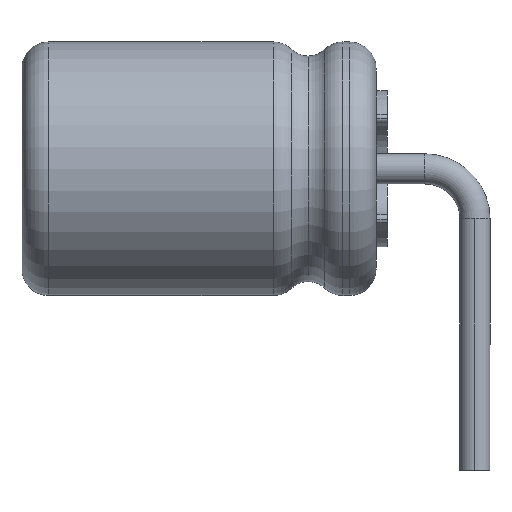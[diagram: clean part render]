
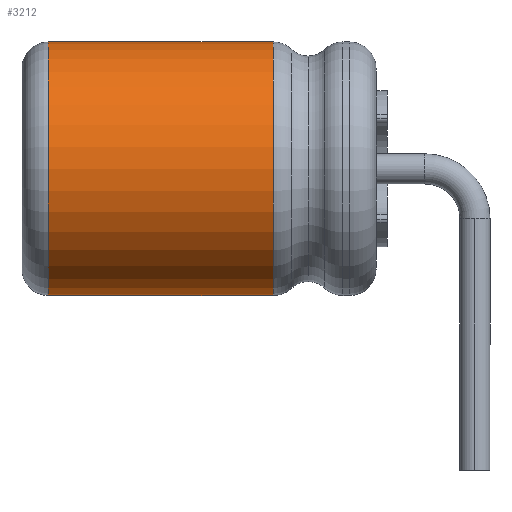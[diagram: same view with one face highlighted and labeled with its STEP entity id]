
A CAD part, left-side view. The second image highlights one B-rep face of the part: STEP entity #3212.
In plain terms, the highlighted cylindrical face has radius 2.525 mm (diameter 5.051 mm), a partial arc.
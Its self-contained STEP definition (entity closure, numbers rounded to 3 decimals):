
#120 = DIRECTION ( 'NONE',  ( 0., 1., 0. ) ) ;
#129 = CARTESIAN_POINT ( 'NONE',  ( 0., 2.52, 0. ) ) ;
#240 = CIRCLE ( 'NONE', #1936, 2.525 ) ;
#374 = CARTESIAN_POINT ( 'NONE',  ( 0., 2.52, 2.525 ) ) ;
#475 = DIRECTION ( 'NONE',  ( 1., 0., 0. ) ) ;
#657 = ORIENTED_EDGE ( 'NONE', *, *, #1503, .T. ) ;
#717 = CARTESIAN_POINT ( 'NONE',  ( 0., 12.922, 2.525 ) ) ;
#855 = CARTESIAN_POINT ( 'NONE',  ( 0., 7., -2.525 ) ) ;
#856 = DIRECTION ( 'NONE',  ( 0., -1., 0. ) ) ;
#947 = LINE ( 'NONE', #3582, #1196 ) ;
#1043 = EDGE_CURVE ( 'NONE', #4109, #3678, #1193, .T. ) ;
#1129 = DIRECTION ( 'NONE',  ( 1., 0., 0. ) ) ;
#1193 = LINE ( 'NONE', #717, #4839 ) ;
#1196 = VECTOR ( 'NONE', #3290, 1000. ) ;
#1236 = DIRECTION ( 'NONE',  ( 1., 0., 0. ) ) ;
#1338 = EDGE_LOOP ( 'NONE', ( #657, #2278, #1702, #2169 ) ) ;
#1503 = EDGE_CURVE ( 'NONE', #4109, #2478, #240, .T. ) ;
#1702 = ORIENTED_EDGE ( 'NONE', *, *, #4649, .F. ) ;
#1936 = AXIS2_PLACEMENT_3D ( 'NONE', #2601, #2992, #1129 ) ;
#1961 = CARTESIAN_POINT ( 'NONE',  ( 0., 2.52, -2.525 ) ) ;
#2169 = ORIENTED_EDGE ( 'NONE', *, *, #1043, .F. ) ;
#2278 = ORIENTED_EDGE ( 'NONE', *, *, #2300, .F. ) ;
#2300 = EDGE_CURVE ( 'NONE', #3242, #2478, #947, .T. ) ;
#2307 = FACE_OUTER_BOUND ( 'NONE', #1338, .T. ) ;
#2478 = VERTEX_POINT ( 'NONE', #855 ) ;
#2601 = CARTESIAN_POINT ( 'NONE',  ( 0., 7., 0. ) ) ;
#2617 = AXIS2_PLACEMENT_3D ( 'NONE', #2690, #120, #1236 ) ;
#2690 = CARTESIAN_POINT ( 'NONE',  ( 0., 12.922, 0. ) ) ;
#2992 = DIRECTION ( 'NONE',  ( 0., -1., 0. ) ) ;
#3212 = ADVANCED_FACE ( 'NONE', ( #2307 ), #4611, .T. ) ;
#3242 = VERTEX_POINT ( 'NONE', #1961 ) ;
#3290 = DIRECTION ( 'NONE',  ( 0., 1., 0. ) ) ;
#3532 = CIRCLE ( 'NONE', #3834, 2.525 ) ;
#3582 = CARTESIAN_POINT ( 'NONE',  ( 0., 12.922, -2.525 ) ) ;
#3678 = VERTEX_POINT ( 'NONE', #374 ) ;
#3834 = AXIS2_PLACEMENT_3D ( 'NONE', #129, #856, #475 ) ;
#3941 = CARTESIAN_POINT ( 'NONE',  ( 0., 7., 2.525 ) ) ;
#4109 = VERTEX_POINT ( 'NONE', #3941 ) ;
#4487 = DIRECTION ( 'NONE',  ( 0., -1., 0. ) ) ;
#4611 = CYLINDRICAL_SURFACE ( 'NONE', #2617, 2.525 ) ;
#4649 = EDGE_CURVE ( 'NONE', #3678, #3242, #3532, .T. ) ;
#4839 = VECTOR ( 'NONE', #4487, 1000. ) ;
